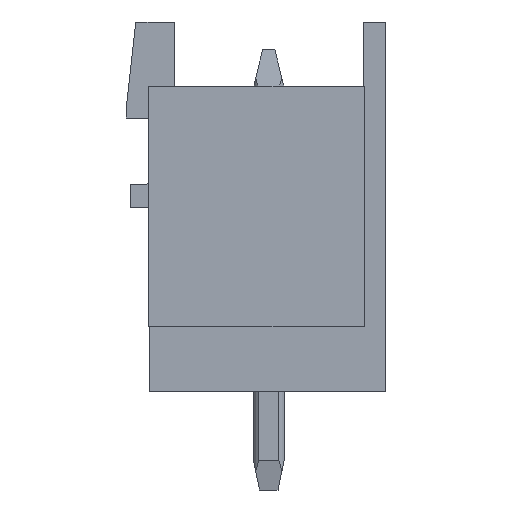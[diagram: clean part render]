
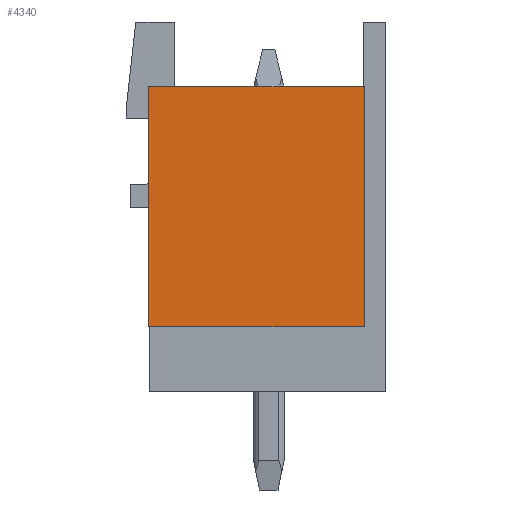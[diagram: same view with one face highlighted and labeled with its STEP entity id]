
A CAD part, left-side view. The second image highlights one B-rep face of the part: STEP entity #4340.
In plain terms, the highlighted planar face has unit normal (-1, 0, 0).
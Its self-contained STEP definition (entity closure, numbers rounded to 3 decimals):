
#4332=AXIS2_PLACEMENT_3D('Plane Axis2P3D',#4329,#4330,#4331) ;
#3839=CARTESIAN_POINT('Vertex',(0.,0.7,5.3)) ;
#3865=CARTESIAN_POINT('Vertex',(0.,0.7,13.1)) ;
#3868=CARTESIAN_POINT('Line Origine',(0.,0.7,9.2)) ;
#4140=CARTESIAN_POINT('Line Origine',(0.,7.7,9.2)) ;
#4144=CARTESIAN_POINT('Vertex',(0.,7.7,5.3)) ;
#4146=CARTESIAN_POINT('Vertex',(0.,7.7,13.1)) ;
#4290=CARTESIAN_POINT('Line Origine',(0.,4.2,5.3)) ;
#4316=CARTESIAN_POINT('Line Origine',(0.,4.2,13.1)) ;
#4329=CARTESIAN_POINT('Axis2P3D Location',(0.,0.,13.1)) ;
#3869=DIRECTION('Vector Direction',(0.,0.,-1.)) ;
#4141=DIRECTION('Vector Direction',(0.,0.,-1.)) ;
#4291=DIRECTION('Vector Direction',(0.,1.,0.)) ;
#4317=DIRECTION('Vector Direction',(0.,1.,0.)) ;
#4330=DIRECTION('Axis2P3D Direction',(1.,-0.,0.)) ;
#4331=DIRECTION('Axis2P3D XDirection',(0.,0.,-1.)) ;
#3870=VECTOR('Line Direction',#3869,1.) ;
#4142=VECTOR('Line Direction',#4141,1.) ;
#4292=VECTOR('Line Direction',#4291,1.) ;
#4318=VECTOR('Line Direction',#4317,1.) ;
#4335=ORIENTED_EDGE('',*,*,#4294,.F.) ;
#4336=ORIENTED_EDGE('',*,*,#3872,.T.) ;
#4337=ORIENTED_EDGE('',*,*,#4320,.T.) ;
#4338=ORIENTED_EDGE('',*,*,#4148,.F.) ;
#4340=ADVANCED_FACE('Housing',(#4339),#4333,.F.) ;
#3872=EDGE_CURVE('',#3840,#3866,#3871,.F.) ;
#4148=EDGE_CURVE('',#4145,#4147,#4143,.F.) ;
#4294=EDGE_CURVE('',#3840,#4145,#4293,.T.) ;
#4320=EDGE_CURVE('',#3866,#4147,#4319,.T.) ;
#4334=EDGE_LOOP('',(#4335,#4336,#4337,#4338)) ;
#4339=FACE_OUTER_BOUND('',#4334,.T.) ;
#3871=LINE('Line',#3868,#3870) ;
#4143=LINE('Line',#4140,#4142) ;
#4293=LINE('Line',#4290,#4292) ;
#4319=LINE('Line',#4316,#4318) ;
#4333=PLANE('',#4332) ;
#3840=VERTEX_POINT('',#3839) ;
#3866=VERTEX_POINT('',#3865) ;
#4145=VERTEX_POINT('',#4144) ;
#4147=VERTEX_POINT('',#4146) ;
